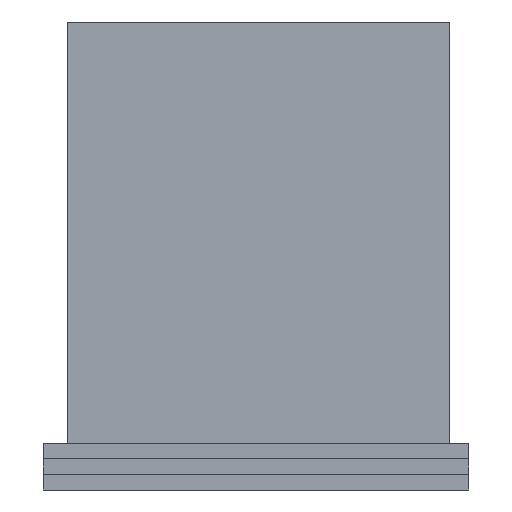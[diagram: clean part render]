
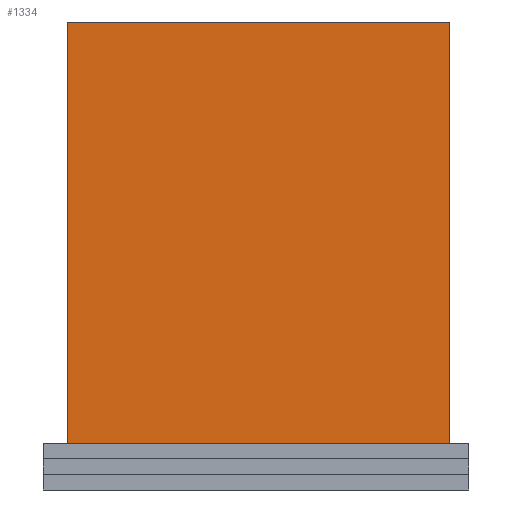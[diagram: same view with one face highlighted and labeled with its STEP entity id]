
A CAD part, front view. The second image highlights one B-rep face of the part: STEP entity #1334.
In plain terms, the highlighted planar face has unit normal (0, -1, 0).
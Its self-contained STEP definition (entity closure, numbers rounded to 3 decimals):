
#201=FACE_OUTER_BOUND('',#296,.T.);
#296=EDGE_LOOP('',(#1200,#1201,#1202,#1203));
#416=LINE('',#2219,#547);
#420=LINE('',#2227,#551);
#423=LINE('',#2233,#554);
#426=LINE('',#2238,#557);
#547=VECTOR('',#1844,10.);
#551=VECTOR('',#1850,10.);
#554=VECTOR('',#1855,10.);
#557=VECTOR('',#1860,10.);
#665=VERTEX_POINT('',#2217);
#666=VERTEX_POINT('',#2218);
#669=VERTEX_POINT('',#2226);
#671=VERTEX_POINT('',#2232);
#838=EDGE_CURVE('',#665,#666,#416,.T.);
#842=EDGE_CURVE('',#669,#665,#420,.T.);
#845=EDGE_CURVE('',#671,#669,#423,.T.);
#848=EDGE_CURVE('',#666,#671,#426,.T.);
#1200=ORIENTED_EDGE('',*,*,#848,.F.);
#1201=ORIENTED_EDGE('',*,*,#838,.F.);
#1202=ORIENTED_EDGE('',*,*,#842,.F.);
#1203=ORIENTED_EDGE('',*,*,#845,.F.);
#1255=PLANE('',#1478);
#1334=ADVANCED_FACE('',(#201),#1255,.F.);
#1478=AXIS2_PLACEMENT_3D('',#2241,#1864,#1865);
#1844=DIRECTION('',(1.,0.,0.));
#1850=DIRECTION('',(0.,0.,1.));
#1855=DIRECTION('',(-1.,0.,0.));
#1860=DIRECTION('',(0.,0.,-1.));
#1864=DIRECTION('center_axis',(0.,1.,0.));
#1865=DIRECTION('ref_axis',(1.,0.,0.));
#2217=CARTESIAN_POINT('',(-71.217,-48.031,67.213));
#2218=CARTESIAN_POINT('',(-10.217,-48.031,67.213));
#2219=CARTESIAN_POINT('',(-71.217,-48.031,67.213));
#2226=CARTESIAN_POINT('',(-71.217,-48.031,-2.787));
#2227=CARTESIAN_POINT('',(-71.217,-48.031,-2.787));
#2232=CARTESIAN_POINT('',(-10.217,-48.031,-2.787));
#2233=CARTESIAN_POINT('',(-10.217,-48.031,-2.787));
#2238=CARTESIAN_POINT('',(-10.217,-48.031,67.213));
#2241=CARTESIAN_POINT('Origin',(-40.717,-48.031,32.213));
